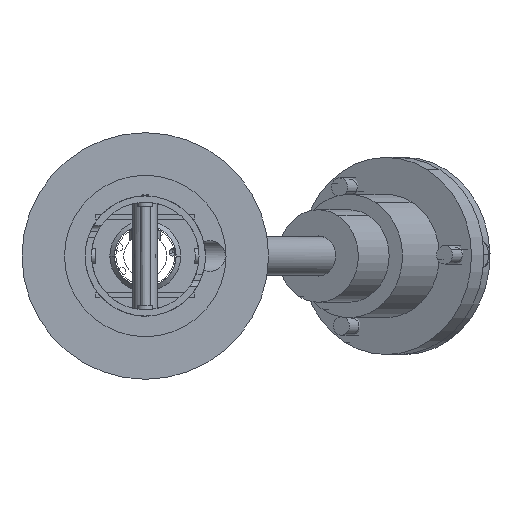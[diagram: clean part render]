
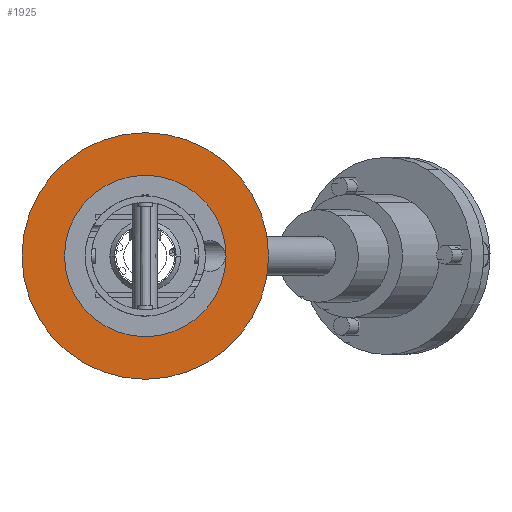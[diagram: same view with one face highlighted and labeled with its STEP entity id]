
A CAD part, front view. The second image highlights one B-rep face of the part: STEP entity #1925.
In plain terms, the highlighted planar face has unit normal (0, -1, 0).
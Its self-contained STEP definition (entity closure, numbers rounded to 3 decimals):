
#377 = AXIS2_PLACEMENT_3D ( 'NONE', #4871, #4869, #4867 ) ;
#446 = AXIS2_PLACEMENT_3D ( 'NONE', #4166, #4165, #4164 ) ;
#469 = AXIS2_PLACEMENT_3D ( 'NONE', #4260, #4259, #4258 ) ;
#474 = AXIS2_PLACEMENT_3D ( 'NONE', #4284, #4283, #4282 ) ;
#1925 = ADVANCED_FACE ( 'NONE', ( #6822, #6819 ), #7183, .T. ) ;
#3714 = VERTEX_POINT ( 'NONE', #13860 ) ;
#4164 = DIRECTION ( 'NONE',  ( 1., 0., 0. ) ) ;
#4165 = DIRECTION ( 'NONE',  ( 0., 1., 0. ) ) ;
#4166 = CARTESIAN_POINT ( 'NONE',  ( 0., -30.478, 0. ) ) ;
#4258 = DIRECTION ( 'NONE',  ( 1., 0., 0. ) ) ;
#4259 = DIRECTION ( 'NONE',  ( 0., 1., 0. ) ) ;
#4260 = CARTESIAN_POINT ( 'NONE',  ( 0., -30.478, 0. ) ) ;
#4282 = DIRECTION ( 'NONE',  ( 1., 0., 0. ) ) ;
#4283 = DIRECTION ( 'NONE',  ( 0., 1., 0. ) ) ;
#4284 = CARTESIAN_POINT ( 'NONE',  ( 0., -30.478, 0. ) ) ;
#4775 = CIRCLE ( 'NONE', #474, 13.1 ) ;
#4792 = CIRCLE ( 'NONE', #469, 13.1 ) ;
#4860 = CIRCLE ( 'NONE', #446, 20. ) ;
#4867 = DIRECTION ( 'NONE',  ( 1., 0., 0. ) ) ;
#4869 = DIRECTION ( 'NONE',  ( 0., 1., 0. ) ) ;
#4871 = CARTESIAN_POINT ( 'NONE',  ( 0., -30.478, 0. ) ) ;
#5076 = CIRCLE ( 'NONE', #377, 20. ) ;
#5545 = AXIS2_PLACEMENT_3D ( 'NONE', #7175, #7174, #7173 ) ;
#6819 = FACE_OUTER_BOUND ( 'NONE', #8486, .T. ) ;
#6822 = FACE_BOUND ( 'NONE', #8513, .T. ) ;
#7173 = DIRECTION ( 'NONE',  ( -1., 0., 0. ) ) ;
#7174 = DIRECTION ( 'NONE',  ( 0., -1., 0. ) ) ;
#7175 = CARTESIAN_POINT ( 'NONE',  ( 0., -30.478, 20. ) ) ;
#7183 = PLANE ( 'NONE',  #5545 ) ;
#7876 = VERTEX_POINT ( 'NONE', #11861 ) ;
#7909 = VERTEX_POINT ( 'NONE', #11489 ) ;
#8288 = VERTEX_POINT ( 'NONE', #11642 ) ;
#8486 = EDGE_LOOP ( 'NONE', ( #9103, #9105 ) ) ;
#8513 = EDGE_LOOP ( 'NONE', ( #9195, #9101 ) ) ;
#8699 = EDGE_CURVE ( 'NONE', #8288, #7876, #4775, .T. ) ;
#8712 = EDGE_CURVE ( 'NONE', #7876, #8288, #4792, .T. ) ;
#8774 = EDGE_CURVE ( 'NONE', #3714, #7909, #4860, .T. ) ;
#9069 = EDGE_CURVE ( 'NONE', #7909, #3714, #5076, .T. ) ;
#9101 = ORIENTED_EDGE ( 'NONE', *, *, #8712, .T. ) ;
#9103 = ORIENTED_EDGE ( 'NONE', *, *, #9069, .F. ) ;
#9105 = ORIENTED_EDGE ( 'NONE', *, *, #8774, .F. ) ;
#9195 = ORIENTED_EDGE ( 'NONE', *, *, #8699, .T. ) ;
#11489 = CARTESIAN_POINT ( 'NONE',  ( 20., -30.478, 0. ) ) ;
#11642 = CARTESIAN_POINT ( 'NONE',  ( 13.1, -30.478, 0. ) ) ;
#11861 = CARTESIAN_POINT ( 'NONE',  ( -13.1, -30.478, 0. ) ) ;
#13860 = CARTESIAN_POINT ( 'NONE',  ( -20., -30.478, 0. ) ) ;
